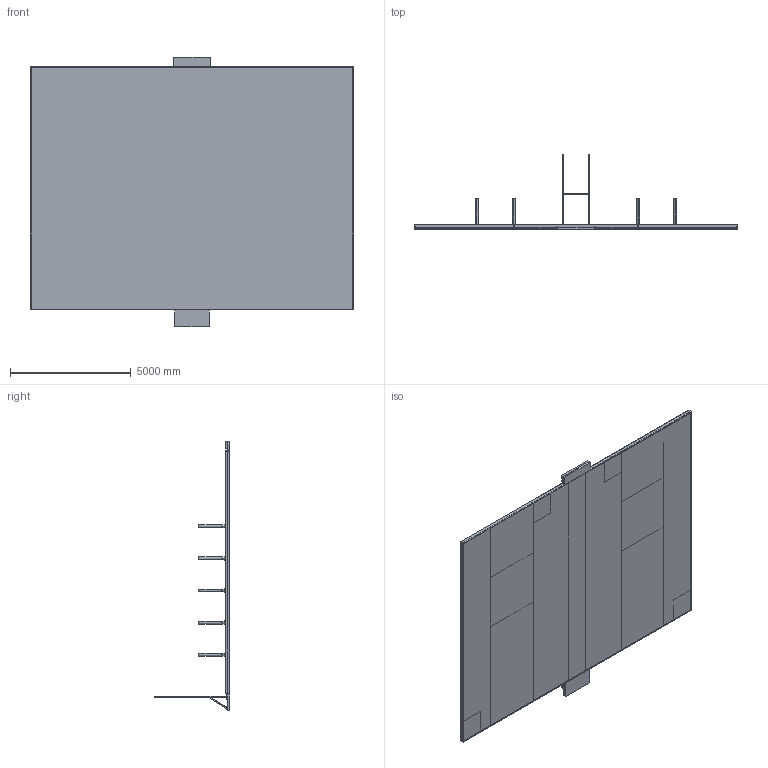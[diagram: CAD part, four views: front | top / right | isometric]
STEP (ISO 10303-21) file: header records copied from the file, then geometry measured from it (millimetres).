
FILE_DESCRIPTION (( 'STEP AP214' ), '1' );
FILE_NAME ('Assem1.STEP', '2019-09-29T15:17:55', ( '' ), ( '' ), 'SwSTEP 2.0', 'SolidWorks 2019', '' );
FILE_SCHEMA (( 'AUTOMOTIVE_DESIGN' ));
Length unit declared in the file: millimetre
Products named in the file (10): Part2; Part8_Default<As Machined>; Part7; Part9; Assem1; Part6; Part5; Part3; Part4; Part1
Assembly tree (18 placements, depth 2):
  Assem1
    Part1
    Part5
    Part2
    Part3
    Part4
    Part8_Default<As Machined>
    Part6  x5
    Part7  x5
    Part9  x2
Bounding box: 13360 x 3106 x 11160 mm (x, y, z)
Volume: 10576839747 mm3; surface area: 601787029.1 mm2
Topology: 42 solids, 42 shells, 808 faces, 1978 edges, 1244 vertices
Faces by surface type: plane 699, cylinder 109
Entity records: 18931 total; most frequent: CARTESIAN_POINT 3453, ORIENTED_EDGE 2724, DIRECTION 2568, EDGE_CURVE 1362, VECTOR 1174, LINE 1174, VERTEX_POINT 892, AXIS2_PLACEMENT_3D 697
